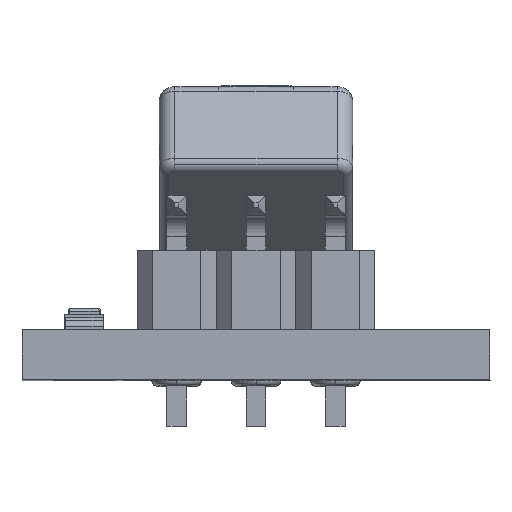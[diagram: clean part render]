
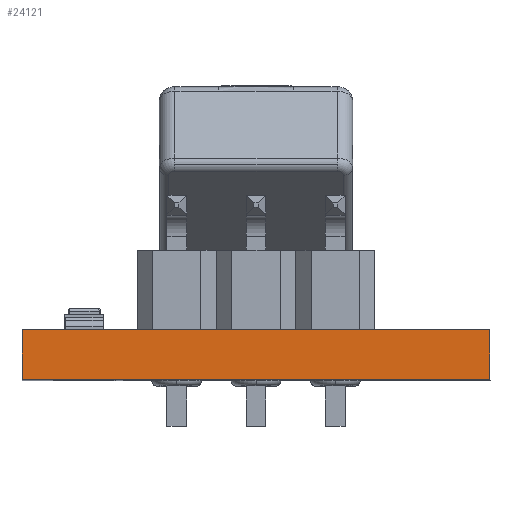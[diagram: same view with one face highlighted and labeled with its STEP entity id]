
A CAD part, top view. The second image highlights one B-rep face of the part: STEP entity #24121.
In plain terms, the highlighted planar face has unit normal (0, 0, 1).
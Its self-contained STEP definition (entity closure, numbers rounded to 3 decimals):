
#174 = FACE_OUTER_BOUND ( 'NONE', #10657, .T. ) ;
#1777 = DIRECTION ( 'NONE',  ( 1., 0., 0. ) ) ;
#2503 = CARTESIAN_POINT ( 'NONE',  ( -7.5, -1.6, 9.5 ) ) ;
#3524 = LINE ( 'NONE', #14765, #10655 ) ;
#5503 = DIRECTION ( 'NONE',  ( 0., 0., 1. ) ) ;
#5565 = AXIS2_PLACEMENT_3D ( 'NONE', #13987, #5503, #11409 ) ;
#6494 = VERTEX_POINT ( 'NONE', #35902 ) ;
#7556 = VERTEX_POINT ( 'NONE', #15438 ) ;
#8025 = ORIENTED_EDGE ( 'NONE', *, *, #34732, .T. ) ;
#8360 = CARTESIAN_POINT ( 'NONE',  ( -7.5, -1.6, 9.5 ) ) ;
#10655 = VECTOR ( 'NONE', #11988, 1000. ) ;
#10657 = EDGE_LOOP ( 'NONE', ( #12648, #28182, #36388, #8025 ) ) ;
#11364 = LINE ( 'NONE', #2503, #31583 ) ;
#11409 = DIRECTION ( 'NONE',  ( 1., 0., 0. ) ) ;
#11988 = DIRECTION ( 'NONE',  ( 0., 1., 0. ) ) ;
#12648 = ORIENTED_EDGE ( 'NONE', *, *, #32892, .F. ) ;
#13404 = LINE ( 'NONE', #27376, #25770 ) ;
#13556 = VECTOR ( 'NONE', #1777, 1000. ) ;
#13987 = CARTESIAN_POINT ( 'NONE',  ( -7.5, -1.6, 9.5 ) ) ;
#14182 = PLANE ( 'NONE',  #5565 ) ;
#14434 = VERTEX_POINT ( 'NONE', #33744 ) ;
#14765 = CARTESIAN_POINT ( 'NONE',  ( 7.5, -1.6, 9.5 ) ) ;
#15438 = CARTESIAN_POINT ( 'NONE',  ( 7.5, -1.6, 9.5 ) ) ;
#17160 = EDGE_CURVE ( 'NONE', #23402, #7556, #11364, .T. ) ;
#19897 = EDGE_CURVE ( 'NONE', #23402, #14434, #13404, .T. ) ;
#23402 = VERTEX_POINT ( 'NONE', #8360 ) ;
#24121 = ADVANCED_FACE ( 'NONE', ( #174 ), #14182, .T. ) ;
#25770 = VECTOR ( 'NONE', #34958, 1000. ) ;
#26999 = CARTESIAN_POINT ( 'NONE',  ( -7.5, 0., 9.5 ) ) ;
#27376 = CARTESIAN_POINT ( 'NONE',  ( -7.5, -1.6, 9.5 ) ) ;
#28182 = ORIENTED_EDGE ( 'NONE', *, *, #19897, .F. ) ;
#29769 = LINE ( 'NONE', #26999, #13556 ) ;
#31583 = VECTOR ( 'NONE', #36033, 1000. ) ;
#32892 = EDGE_CURVE ( 'NONE', #14434, #6494, #29769, .T. ) ;
#33744 = CARTESIAN_POINT ( 'NONE',  ( -7.5, 0., 9.5 ) ) ;
#34732 = EDGE_CURVE ( 'NONE', #7556, #6494, #3524, .T. ) ;
#34958 = DIRECTION ( 'NONE',  ( 0., 1., 0. ) ) ;
#35902 = CARTESIAN_POINT ( 'NONE',  ( 7.5, 0., 9.5 ) ) ;
#36033 = DIRECTION ( 'NONE',  ( 1., 0., 0. ) ) ;
#36388 = ORIENTED_EDGE ( 'NONE', *, *, #17160, .T. ) ;
